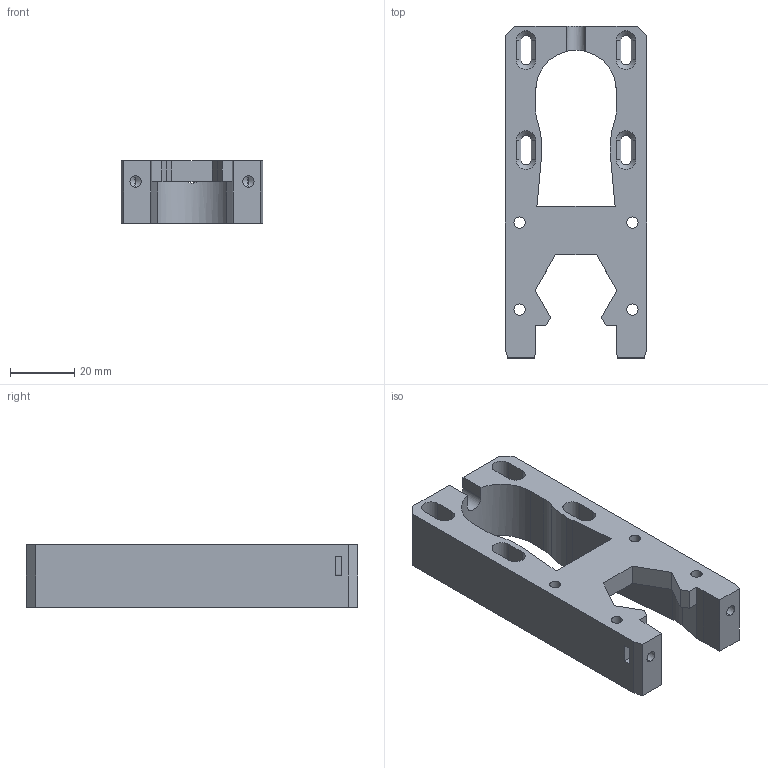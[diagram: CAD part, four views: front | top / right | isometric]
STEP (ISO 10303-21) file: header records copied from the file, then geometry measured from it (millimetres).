
FILE_DESCRIPTION (( 'STEP AP214' ), '1' );
FILE_NAME ('Motor Mount v1 no chamfer.STEP', '2024-11-05T17:37:27', ( '' ), ( '' ), 'SwSTEP 2.0', 'SolidWorks 2024', '' );
FILE_SCHEMA (( 'AUTOMOTIVE_DESIGN' ));
Length unit declared in the file: millimetre
Products named in the file (1): Motor Mount v1 no chamfer
Bounding box: 44 x 103 x 19.5 mm (x, y, z)
Volume: 40224.5 mm3; surface area: 18269.5 mm2
Topology: 1 solids, 1 shells, 138 faces, 358 edges, 224 vertices
Faces by surface type: plane 76, cylinder 50, cone 12
Entity records: 4248 total; most frequent: CARTESIAN_POINT 750, DIRECTION 731, ORIENTED_EDGE 708, EDGE_CURVE 354, LINE 253, VECTOR 253, AXIS2_PLACEMENT_3D 239, VERTEX_POINT 224
